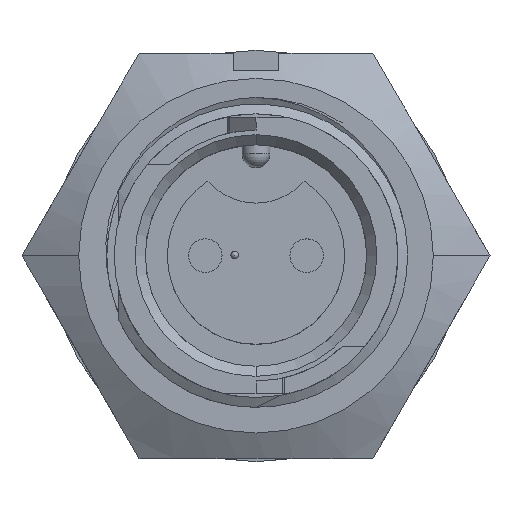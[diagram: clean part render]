
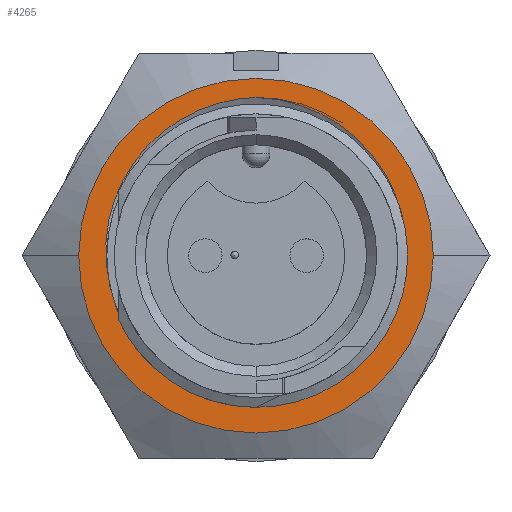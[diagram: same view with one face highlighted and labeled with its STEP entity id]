
A CAD part, top view. The second image highlights one B-rep face of the part: STEP entity #4265.
In plain terms, the highlighted planar face has unit normal (0, 0, 1).
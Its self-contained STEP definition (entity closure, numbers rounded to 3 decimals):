
#3 = CARTESIAN_POINT ( 'NONE',  ( -5.866, -10.16, -6.216 ) ) ;
#71 = VERTEX_POINT ( 'NONE', #10767 ) ;
#375 = CARTESIAN_POINT ( 'NONE',  ( 7.047, 2.994, -6.216 ) ) ;
#686 = CARTESIAN_POINT ( 'NONE',  ( -8.89, 0., -6.216 ) ) ;
#772 = EDGE_CURVE ( 'NONE', #71, #6158, #7050, .T. ) ;
#888 = CARTESIAN_POINT ( 'NONE',  ( -7.475, 1.358, -6.216 ) ) ;
#1368 = CIRCLE ( 'NONE', #4707, 8.89 ) ;
#1596 = DIRECTION ( 'NONE',  ( -1., 0., 0. ) ) ;
#1690 = ORIENTED_EDGE ( 'NONE', *, *, #4409, .T. ) ;
#1764 = CARTESIAN_POINT ( 'NONE',  ( -2.787, 7.354, -6.216 ) ) ;
#1933 = CARTESIAN_POINT ( 'NONE',  ( -7.334, -1.47, -6.216 ) ) ;
#2081 = CARTESIAN_POINT ( 'NONE',  ( 7.466, -0.913, -6.216 ) ) ;
#2506 = EDGE_CURVE ( 'NONE', #2786, #5943, #10604, .T. ) ;
#2594 = CARTESIAN_POINT ( 'NONE',  ( -5.156, 5.813, -6.216 ) ) ;
#2786 = VERTEX_POINT ( 'NONE', #6750 ) ;
#2807 = CARTESIAN_POINT ( 'NONE',  ( 0., 0., -6.216 ) ) ;
#2961 = CARTESIAN_POINT ( 'NONE',  ( 0.286, 7.929, -6.216 ) ) ;
#3016 = CARTESIAN_POINT ( 'NONE',  ( 6.255, 4.516, -6.216 ) ) ;
#3117 = CARTESIAN_POINT ( 'NONE',  ( 7.537, 0.781, -6.216 ) ) ;
#3121 = DIRECTION ( 'NONE',  ( 0., 0., -1. ) ) ;
#3130 = DIRECTION ( 'NONE',  ( 0., 0., 1. ) ) ;
#3313 = FACE_OUTER_BOUND ( 'NONE', #9616, .T. ) ;
#3347 = EDGE_LOOP ( 'NONE', ( #1690, #10858, #9060 ) ) ;
#3398 = EDGE_CURVE ( 'NONE', #6158, #71, #1368, .T. ) ;
#3427 = CARTESIAN_POINT ( 'NONE',  ( -7.536, 0.794, -6.216 ) ) ;
#4055 = AXIS2_PLACEMENT_3D ( 'NONE', #10739, #3121, #6482 ) ;
#4248 = CARTESIAN_POINT ( 'NONE',  ( -7.04, 3.009, -6.216 ) ) ;
#4265 = ADVANCED_FACE ( 'NONE', ( #10819, #3313 ), #9048, .F. ) ;
#4409 = EDGE_CURVE ( 'NONE', #7310, #2786, #5855, .T. ) ;
#4707 = AXIS2_PLACEMENT_3D ( 'NONE', #2807, #10544, #6169 ) ;
#4719 = AXIS2_PLACEMENT_3D ( 'NONE', #3, #8277, #1596 ) ;
#4722 = CARTESIAN_POINT ( 'NONE',  ( 5.145, 5.822, -6.216 ) ) ;
#5032 = CARTESIAN_POINT ( 'NONE',  ( -7.334, -1.47, -6.216 ) ) ;
#5077 = CARTESIAN_POINT ( 'NONE',  ( -7.517, -0.343, -6.216 ) ) ;
#5135 = CARTESIAN_POINT ( 'NONE',  ( -1.142, 7.839, -6.216 ) ) ;
#5446 = CARTESIAN_POINT ( 'NONE',  ( 7.475, 1.355, -6.216 ) ) ;
#5549 = CARTESIAN_POINT ( 'NONE',  ( 4.269, 6.536, -6.216 ) ) ;
#5614 = DIRECTION ( 'NONE',  ( 1., 0., 0. ) ) ;
#5654 = CARTESIAN_POINT ( 'NONE',  ( 1.136, 7.824, -6.216 ) ) ;
#5855 = B_SPLINE_CURVE_WITH_KNOTS ( 'NONE', 3,
 ( #1933, #10276, #9270, #5077, #8443, #3427, #888, #6012, #4248, #7616, #6783, #10164, #2594, #9332, #8553, #1764, #9389, #5135, #8497, #10223 ),
 .UNSPECIFIED., .F., .F.,
 ( 4, 2, 2, 2, 2, 2, 2, 2, 2, 4 ),
 ( 0., 0.001, 0.002, 0.003, 0.005, 0.007, 0.009, 0.01, 0.012, 0.014 ),
 .UNSPECIFIED. ) ;
#5943 = VERTEX_POINT ( 'NONE', #8189 ) ;
#6012 = CARTESIAN_POINT ( 'NONE',  ( -7.225, 2.475, -6.216 ) ) ;
#6158 = VERTEX_POINT ( 'NONE', #686 ) ;
#6169 = DIRECTION ( 'NONE',  ( -1., 0., 0. ) ) ;
#6267 = CARTESIAN_POINT ( 'NONE',  ( 0.57, 7.904, -6.216 ) ) ;
#6363 = ORIENTED_EDGE ( 'NONE', *, *, #772, .F. ) ;
#6377 = CARTESIAN_POINT ( 'NONE',  ( 7.23, 2.457, -6.216 ) ) ;
#6480 = CARTESIAN_POINT ( 'NONE',  ( 7.334, -1.47, -6.216 ) ) ;
#6482 = DIRECTION ( 'NONE',  ( -1., 0., 0. ) ) ;
#6750 = CARTESIAN_POINT ( 'NONE',  ( 0., 7.938, -6.216 ) ) ;
#6783 = CARTESIAN_POINT ( 'NONE',  ( -6.251, 4.521, -6.216 ) ) ;
#7050 = CIRCLE ( 'NONE', #4055, 8.89 ) ;
#7310 = VERTEX_POINT ( 'NONE', #5032 ) ;
#7342 = CIRCLE ( 'NONE', #10363, 7.48 ) ;
#7616 = CARTESIAN_POINT ( 'NONE',  ( -6.555, 4.03, -6.216 ) ) ;
#7923 = ORIENTED_EDGE ( 'NONE', *, *, #3398, .F. ) ;
#8189 = CARTESIAN_POINT ( 'NONE',  ( 7.334, -1.47, -6.216 ) ) ;
#8277 = DIRECTION ( 'NONE',  ( 0., 0., -1. ) ) ;
#8443 = CARTESIAN_POINT ( 'NONE',  ( -7.534, -0.057, -6.216 ) ) ;
#8497 = CARTESIAN_POINT ( 'NONE',  ( -0.572, 7.92, -6.216 ) ) ;
#8553 = CARTESIAN_POINT ( 'NONE',  ( -3.795, 6.844, -6.216 ) ) ;
#8805 = CARTESIAN_POINT ( 'NONE',  ( 0., 7.938, -6.216 ) ) ;
#9016 = CARTESIAN_POINT ( 'NONE',  ( 3.795, 6.845, -6.216 ) ) ;
#9048 = PLANE ( 'NONE',  #4719 ) ;
#9060 = ORIENTED_EDGE ( 'NONE', *, *, #10079, .F. ) ;
#9270 = CARTESIAN_POINT ( 'NONE',  ( -7.45, -0.91, -6.216 ) ) ;
#9332 = CARTESIAN_POINT ( 'NONE',  ( -4.27, 6.536, -6.216 ) ) ;
#9389 = CARTESIAN_POINT ( 'NONE',  ( -2.248, 7.557, -6.216 ) ) ;
#9616 = EDGE_LOOP ( 'NONE', ( #7923, #6363 ) ) ;
#9643 = CARTESIAN_POINT ( 'NONE',  ( 5.55, 5.413, -6.216 ) ) ;
#9699 = CARTESIAN_POINT ( 'NONE',  ( 1.417, 7.769, -6.216 ) ) ;
#9754 = CARTESIAN_POINT ( 'NONE',  ( 7.532, -0.351, -6.216 ) ) ;
#9800 = CARTESIAN_POINT ( 'NONE',  ( 2.242, 7.558, -6.216 ) ) ;
#9854 = CARTESIAN_POINT ( 'NONE',  ( 6.557, 4.028, -6.216 ) ) ;
#10079 = EDGE_CURVE ( 'NONE', #7310, #5943, #7342, .T. ) ;
#10164 = CARTESIAN_POINT ( 'NONE',  ( -5.552, 5.41, -6.216 ) ) ;
#10223 = CARTESIAN_POINT ( 'NONE',  ( 0., 7.938, -6.216 ) ) ;
#10276 = CARTESIAN_POINT ( 'NONE',  ( -7.4, -1.192, -6.216 ) ) ;
#10363 = AXIS2_PLACEMENT_3D ( 'NONE', #10591, #3130, #5614 ) ;
#10544 = DIRECTION ( 'NONE',  ( 0., 0., -1. ) ) ;
#10591 = CARTESIAN_POINT ( 'NONE',  ( 0., 0., -6.216 ) ) ;
#10604 = B_SPLINE_CURVE_WITH_KNOTS ( 'NONE', 3,
 ( #8805, #2961, #6267, #5654, #9699, #9800, #10686, #9016, #5549, #4722, #9643, #3016, #9854, #375, #6377, #5446, #3117, #9754, #2081, #6480 ),
 .UNSPECIFIED., .F., .F.,
 ( 4, 2, 2, 2, 2, 2, 2, 2, 2, 4 ),
 ( 0., 0.001, 0.002, 0.003, 0.005, 0.007, 0.009, 0.01, 0.012, 0.014 ),
 .UNSPECIFIED. ) ;
#10686 = CARTESIAN_POINT ( 'NONE',  ( 2.774, 7.36, -6.216 ) ) ;
#10739 = CARTESIAN_POINT ( 'NONE',  ( 0., 0., -6.216 ) ) ;
#10767 = CARTESIAN_POINT ( 'NONE',  ( 8.89, 0., -6.216 ) ) ;
#10819 = FACE_BOUND ( 'NONE', #3347, .T. ) ;
#10858 = ORIENTED_EDGE ( 'NONE', *, *, #2506, .T. ) ;
